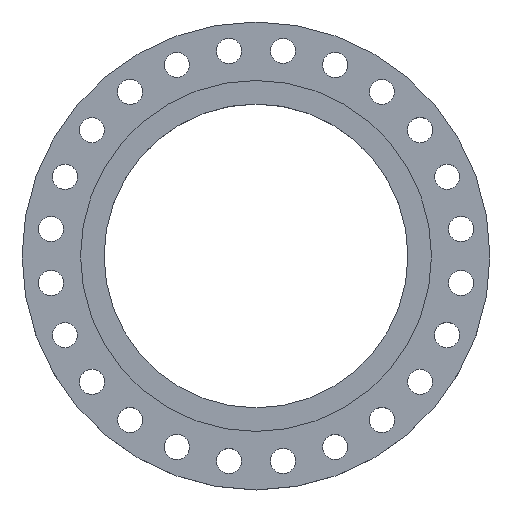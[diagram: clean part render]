
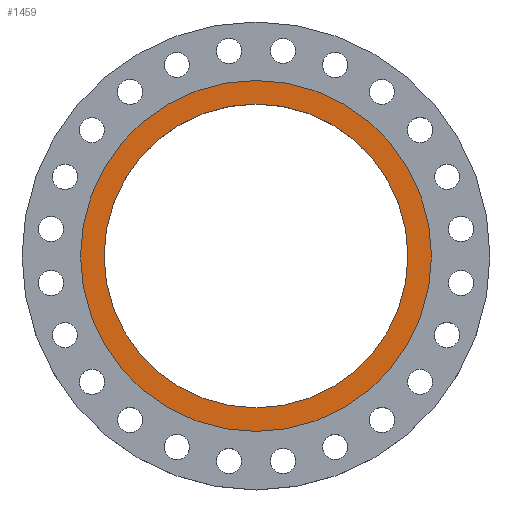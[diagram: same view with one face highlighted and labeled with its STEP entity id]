
A CAD part, top view. The second image highlights one B-rep face of the part: STEP entity #1459.
In plain terms, the highlighted planar face has unit normal (0, 0, 1).
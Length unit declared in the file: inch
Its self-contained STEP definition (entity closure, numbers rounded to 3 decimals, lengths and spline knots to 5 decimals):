
#21 = CARTESIAN_POINT ( 'NONE',  ( -10.5, 0., 0. ) ) ;
#34 = CIRCLE ( 'NONE', #2186, 10.5 ) ;
#50 = ORIENTED_EDGE ( 'NONE', *, *, #246, .F. ) ;
#99 = EDGE_CURVE ( 'NONE', #1591, #1091, #167, .T. ) ;
#167 = CIRCLE ( 'NONE', #1893, 10.5 ) ;
#168 = DIRECTION ( 'NONE',  ( 1., 0., 0. ) ) ;
#181 = CARTESIAN_POINT ( 'NONE',  ( 0., 0., 0. ) ) ;
#246 = EDGE_CURVE ( 'NONE', #832, #1549, #1742, .T. ) ;
#293 = DIRECTION ( 'NONE',  ( 1., 0., 0. ) ) ;
#500 = EDGE_LOOP ( 'NONE', ( #1255, #962 ) ) ;
#515 = CARTESIAN_POINT ( 'NONE',  ( 0., 0., 0. ) ) ;
#642 = CARTESIAN_POINT ( 'NONE',  ( 0., 0., 0. ) ) ;
#645 = CIRCLE ( 'NONE', #786, 9.09 ) ;
#653 = DIRECTION ( 'NONE',  ( 0., 0., 1. ) ) ;
#778 = DIRECTION ( 'NONE',  ( 0., 0., 1. ) ) ;
#786 = AXIS2_PLACEMENT_3D ( 'NONE', #642, #2170, #168 ) ;
#805 = DIRECTION ( 'NONE',  ( 1., 0., 0. ) ) ;
#832 = VERTEX_POINT ( 'NONE', #1774 ) ;
#855 = DIRECTION ( 'NONE',  ( 1., 0., 0. ) ) ;
#867 = CARTESIAN_POINT ( 'NONE',  ( -9.09, 0., 0. ) ) ;
#886 = DIRECTION ( 'NONE',  ( 1., 0., 0. ) ) ;
#962 = ORIENTED_EDGE ( 'NONE', *, *, #99, .T. ) ;
#1026 = AXIS2_PLACEMENT_3D ( 'NONE', #515, #653, #805 ) ;
#1091 = VERTEX_POINT ( 'NONE', #1535 ) ;
#1128 = EDGE_LOOP ( 'NONE', ( #50, #2140 ) ) ;
#1238 = DIRECTION ( 'NONE',  ( 0., 0., 1. ) ) ;
#1255 = ORIENTED_EDGE ( 'NONE', *, *, #1995, .T. ) ;
#1340 = FACE_BOUND ( 'NONE', #1128, .T. ) ;
#1391 = CARTESIAN_POINT ( 'NONE',  ( 0., 0., 0. ) ) ;
#1400 = EDGE_CURVE ( 'NONE', #1549, #832, #645, .T. ) ;
#1459 = ADVANCED_FACE ( 'NONE', ( #1340, #1683 ), #2014, .T. ) ;
#1535 = CARTESIAN_POINT ( 'NONE',  ( 10.5, 0., 0. ) ) ;
#1549 = VERTEX_POINT ( 'NONE', #867 ) ;
#1591 = VERTEX_POINT ( 'NONE', #21 ) ;
#1629 = CARTESIAN_POINT ( 'NONE',  ( 0., 0., 0. ) ) ;
#1683 = FACE_OUTER_BOUND ( 'NONE', #500, .T. ) ;
#1708 = DIRECTION ( 'NONE',  ( 0., 0., 1. ) ) ;
#1742 = CIRCLE ( 'NONE', #2028, 9.09 ) ;
#1774 = CARTESIAN_POINT ( 'NONE',  ( 9.09, 0., 0. ) ) ;
#1893 = AXIS2_PLACEMENT_3D ( 'NONE', #181, #1708, #855 ) ;
#1995 = EDGE_CURVE ( 'NONE', #1091, #1591, #34, .T. ) ;
#2014 = PLANE ( 'NONE',  #1026 ) ;
#2028 = AXIS2_PLACEMENT_3D ( 'NONE', #1391, #1238, #886 ) ;
#2140 = ORIENTED_EDGE ( 'NONE', *, *, #1400, .F. ) ;
#2170 = DIRECTION ( 'NONE',  ( 0., 0., 1. ) ) ;
#2186 = AXIS2_PLACEMENT_3D ( 'NONE', #1629, #778, #293 ) ;
